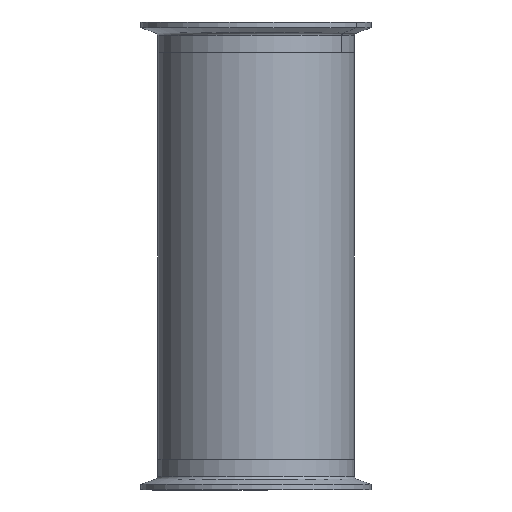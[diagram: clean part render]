
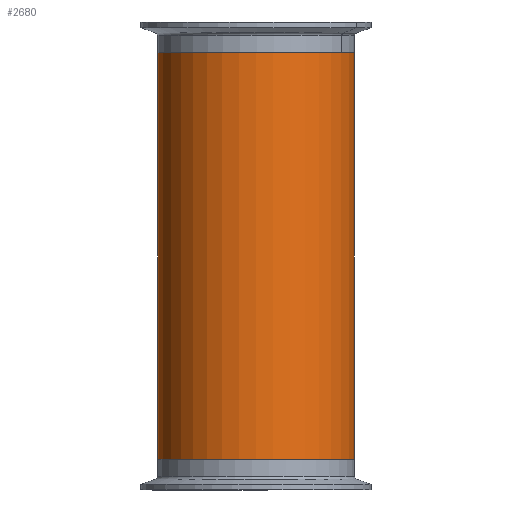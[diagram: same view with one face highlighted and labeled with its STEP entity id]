
A CAD part, front view. The second image highlights one B-rep face of the part: STEP entity #2680.
In plain terms, the highlighted cylindrical face has radius 50.8 mm (diameter 101.6 mm), a partial arc.
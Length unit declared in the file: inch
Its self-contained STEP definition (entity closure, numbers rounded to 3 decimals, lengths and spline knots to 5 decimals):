
#15 = VERTEX_POINT ( 'NONE', #512 ) ;
#57 = ORIENTED_EDGE ( 'NONE', *, *, #3237, .T. ) ;
#60 = CARTESIAN_POINT ( 'NONE',  ( 2., 0., 4.12598 ) ) ;
#105 = CARTESIAN_POINT ( 'NONE',  ( -2., 0., 4.12598 ) ) ;
#123 = VERTEX_POINT ( 'NONE', #1413 ) ;
#174 = FACE_OUTER_BOUND ( 'NONE', #2619, .T. ) ;
#191 = CARTESIAN_POINT ( 'NONE',  ( 0., 0., 4.12598 ) ) ;
#244 = AXIS2_PLACEMENT_3D ( 'NONE', #3160, #1157, #1905 ) ;
#447 = VERTEX_POINT ( 'NONE', #2425 ) ;
#476 = EDGE_CURVE ( 'NONE', #1996, #15, #2129, .T. ) ;
#512 = CARTESIAN_POINT ( 'NONE',  ( 2., 0., 4.12598 ) ) ;
#583 = DIRECTION ( 'NONE',  ( 0., 0., -1. ) ) ;
#693 = CYLINDRICAL_SURFACE ( 'NONE', #244, 2. ) ;
#931 = EDGE_CURVE ( 'NONE', #1996, #447, #3032, .T. ) ;
#1027 = EDGE_CURVE ( 'NONE', #15, #123, #1180, .T. ) ;
#1030 = ORIENTED_EDGE ( 'NONE', *, *, #931, .T. ) ;
#1148 = CARTESIAN_POINT ( 'NONE',  ( 0., 0., -4.12598 ) ) ;
#1157 = DIRECTION ( 'NONE',  ( 0., 0., -1. ) ) ;
#1180 = LINE ( 'NONE', #60, #1948 ) ;
#1214 = DIRECTION ( 'NONE',  ( 1., 0., 0. ) ) ;
#1403 = DIRECTION ( 'NONE',  ( 1., 0., 0. ) ) ;
#1413 = CARTESIAN_POINT ( 'NONE',  ( 2., 0., -4.12598 ) ) ;
#1822 = CIRCLE ( 'NONE', #2083, 2. ) ;
#1863 = DIRECTION ( 'NONE',  ( 0., 0., 1. ) ) ;
#1905 = DIRECTION ( 'NONE',  ( -1., 0., 0. ) ) ;
#1948 = VECTOR ( 'NONE', #583, 39.37008 ) ;
#1996 = VERTEX_POINT ( 'NONE', #105 ) ;
#2083 = AXIS2_PLACEMENT_3D ( 'NONE', #1148, #1863, #1403 ) ;
#2129 = CIRCLE ( 'NONE', #2344, 2. ) ;
#2200 = ORIENTED_EDGE ( 'NONE', *, *, #1027, .F. ) ;
#2274 = CARTESIAN_POINT ( 'NONE',  ( -2., 0., 4.12598 ) ) ;
#2344 = AXIS2_PLACEMENT_3D ( 'NONE', #191, #2916, #1214 ) ;
#2425 = CARTESIAN_POINT ( 'NONE',  ( -2., 0., -4.12598 ) ) ;
#2551 = ORIENTED_EDGE ( 'NONE', *, *, #476, .F. ) ;
#2568 = DIRECTION ( 'NONE',  ( 0., 0., -1. ) ) ;
#2619 = EDGE_LOOP ( 'NONE', ( #2200, #2551, #1030, #57 ) ) ;
#2680 = ADVANCED_FACE ( 'NONE', ( #174 ), #693, .T. ) ;
#2751 = VECTOR ( 'NONE', #2568, 39.37008 ) ;
#2916 = DIRECTION ( 'NONE',  ( 0., 0., 1. ) ) ;
#3032 = LINE ( 'NONE', #2274, #2751 ) ;
#3160 = CARTESIAN_POINT ( 'NONE',  ( 0., 0., 4.12598 ) ) ;
#3237 = EDGE_CURVE ( 'NONE', #447, #123, #1822, .T. ) ;
